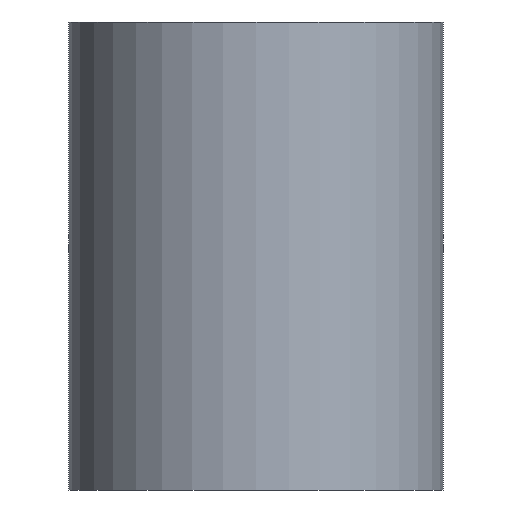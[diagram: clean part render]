
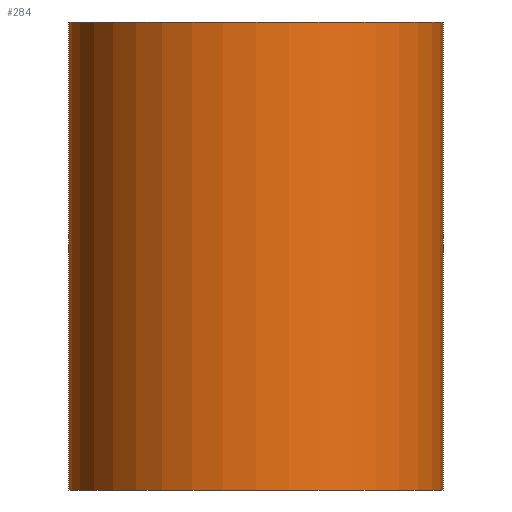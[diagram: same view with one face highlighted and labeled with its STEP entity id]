
A CAD part, front view. The second image highlights one B-rep face of the part: STEP entity #284.
In plain terms, the highlighted cylindrical face has radius 20 mm (diameter 40 mm), a partial arc.
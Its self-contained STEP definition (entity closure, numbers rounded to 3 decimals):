
#5 = EDGE_LOOP ( 'NONE', ( #29, #295, #270, #264 ) ) ;
#12 = EDGE_CURVE ( 'NONE', #486, #77, #34, .T. ) ;
#21 = CARTESIAN_POINT ( 'NONE',  ( 0., 0., 0. ) ) ;
#29 = ORIENTED_EDGE ( 'NONE', *, *, #226, .F. ) ;
#34 = LINE ( 'NONE', #450, #234 ) ;
#46 = AXIS2_PLACEMENT_3D ( 'NONE', #189, #306, #496 ) ;
#65 = CIRCLE ( 'NONE', #334, 20. ) ;
#69 = DIRECTION ( 'NONE',  ( 0., 0., 1. ) ) ;
#77 = VERTEX_POINT ( 'NONE', #216 ) ;
#88 = AXIS2_PLACEMENT_3D ( 'NONE', #194, #271, #111 ) ;
#91 = EDGE_CURVE ( 'NONE', #350, #77, #65, .T. ) ;
#111 = DIRECTION ( 'NONE',  ( 1., 0., 0. ) ) ;
#151 = CARTESIAN_POINT ( 'NONE',  ( -20., 0., -50. ) ) ;
#153 = VERTEX_POINT ( 'NONE', #172 ) ;
#172 = CARTESIAN_POINT ( 'NONE',  ( -20., 0., -50. ) ) ;
#174 = DIRECTION ( 'NONE',  ( 1., 0., 0. ) ) ;
#189 = CARTESIAN_POINT ( 'NONE',  ( 0., 0., -50. ) ) ;
#194 = CARTESIAN_POINT ( 'NONE',  ( 0., 0., -50. ) ) ;
#209 = CARTESIAN_POINT ( 'NONE',  ( 20., 0., -50. ) ) ;
#216 = CARTESIAN_POINT ( 'NONE',  ( 20., 0., 0. ) ) ;
#222 = DIRECTION ( 'NONE',  ( 0., 0., 1. ) ) ;
#226 = EDGE_CURVE ( 'NONE', #153, #350, #297, .T. ) ;
#234 = VECTOR ( 'NONE', #222, 1000. ) ;
#245 = DIRECTION ( 'NONE',  ( 0., 0., 1. ) ) ;
#264 = ORIENTED_EDGE ( 'NONE', *, *, #91, .F. ) ;
#270 = ORIENTED_EDGE ( 'NONE', *, *, #12, .T. ) ;
#271 = DIRECTION ( 'NONE',  ( 0., 0., 1. ) ) ;
#282 = EDGE_CURVE ( 'NONE', #153, #486, #477, .T. ) ;
#284 = ADVANCED_FACE ( 'NONE', ( #414 ), #442, .T. ) ;
#295 = ORIENTED_EDGE ( 'NONE', *, *, #282, .T. ) ;
#297 = LINE ( 'NONE', #151, #354 ) ;
#306 = DIRECTION ( 'NONE',  ( 0., 0., 1. ) ) ;
#334 = AXIS2_PLACEMENT_3D ( 'NONE', #21, #245, #174 ) ;
#350 = VERTEX_POINT ( 'NONE', #467 ) ;
#354 = VECTOR ( 'NONE', #69, 1000. ) ;
#414 = FACE_OUTER_BOUND ( 'NONE', #5, .T. ) ;
#442 = CYLINDRICAL_SURFACE ( 'NONE', #46, 20. ) ;
#450 = CARTESIAN_POINT ( 'NONE',  ( 20., 0., -50. ) ) ;
#467 = CARTESIAN_POINT ( 'NONE',  ( -20., 0., 0. ) ) ;
#477 = CIRCLE ( 'NONE', #88, 20. ) ;
#486 = VERTEX_POINT ( 'NONE', #209 ) ;
#496 = DIRECTION ( 'NONE',  ( 1., 0., 0. ) ) ;
